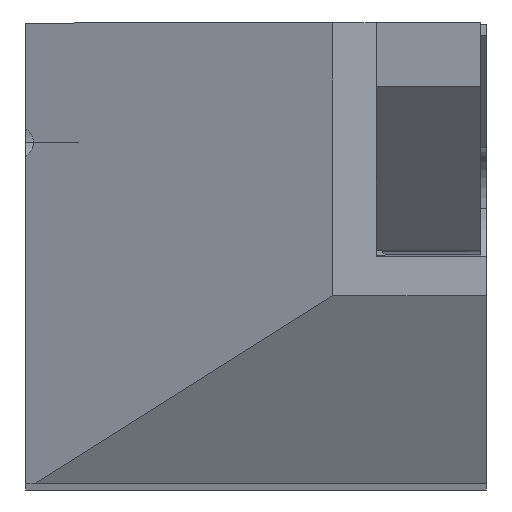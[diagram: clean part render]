
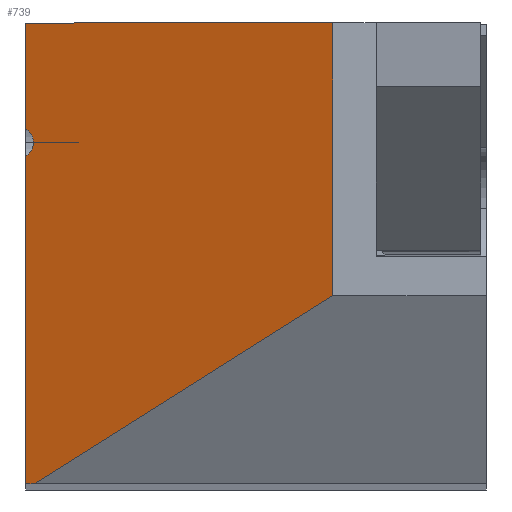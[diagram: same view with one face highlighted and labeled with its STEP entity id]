
A CAD part, top view. The second image highlights one B-rep face of the part: STEP entity #739.
In plain terms, the highlighted planar face has unit normal (-0.342, 0, 0.94).
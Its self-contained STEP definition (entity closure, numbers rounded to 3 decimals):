
#9 = EDGE_LOOP ( 'NONE', ( #839, #1231, #1263, #1703, #1862, #2133, #274, #1835 ) ) ;
#50 = CARTESIAN_POINT ( 'NONE',  ( 0., 0., -3.851 ) ) ;
#122 = LINE ( 'NONE', #961, #518 ) ;
#149 = VERTEX_POINT ( 'NONE', #2117 ) ;
#197 = FACE_OUTER_BOUND ( 'NONE', #9, .T. ) ;
#205 = DIRECTION ( 'NONE',  ( -0.94, 0., -0.342 ) ) ;
#269 = CARTESIAN_POINT ( 'NONE',  ( 10.58, 6.48, 0. ) ) ;
#274 = ORIENTED_EDGE ( 'NONE', *, *, #1349, .T. ) ;
#286 = CARTESIAN_POINT ( 'NONE',  ( 0.277, 11.76, -3.75 ) ) ;
#332 = CARTESIAN_POINT ( 'NONE',  ( 10.58, 174.632, 0. ) ) ;
#400 = VERTEX_POINT ( 'NONE', #1424 ) ;
#416 = CARTESIAN_POINT ( 'NONE',  ( 0.277, 11.93, -3.75 ) ) ;
#453 = CARTESIAN_POINT ( 'NONE',  ( 0.277, 11.59, -3.75 ) ) ;
#490 = VECTOR ( 'NONE', #2080, 1000. ) ;
#515 = VECTOR ( 'NONE', #205, 1000. ) ;
#518 = VECTOR ( 'NONE', #609, 1000. ) ;
#568 = EDGE_CURVE ( 'NONE', #1794, #902, #763, .T. ) ;
#592 = CARTESIAN_POINT ( 'NONE',  ( 0.277, 11.76, -3.75 ) ) ;
#609 = DIRECTION ( 'NONE',  ( 0., 1., 0. ) ) ;
#739 = ADVANCED_FACE ( 'NONE', ( #197 ), #2001, .T. ) ;
#763 = LINE ( 'NONE', #1741, #1705 ) ;
#804 = CARTESIAN_POINT ( 'NONE',  ( 0., 11.268, -3.851 ) ) ;
#837 = LINE ( 'NONE', #852, #1308 ) ;
#839 = ORIENTED_EDGE ( 'NONE', *, *, #568, .F. ) ;
#852 = CARTESIAN_POINT ( 'NONE',  ( 120.915, 76.037, 40.159 ) ) ;
#902 = VERTEX_POINT ( 'NONE', #1214 ) ;
#961 = CARTESIAN_POINT ( 'NONE',  ( 0., 0., -3.851 ) ) ;
#966 = DIRECTION ( 'NONE',  ( 0.808, 0.51, 0.294 ) ) ;
#967 = EDGE_CURVE ( 'NONE', #2079, #1794, #122, .T. ) ;
#1026 = DIRECTION ( 'NONE',  ( 0., -1., 0. ) ) ;
#1040 = VERTEX_POINT ( 'NONE', #269 ) ;
#1214 = CARTESIAN_POINT ( 'NONE',  ( 10.58, 15.88, 0. ) ) ;
#1231 = ORIENTED_EDGE ( 'NONE', *, *, #967, .F. ) ;
#1253 = EDGE_CURVE ( 'NONE', #2176, #400, #1898, .T. ) ;
#1263 = ORIENTED_EDGE ( 'NONE', *, *, #1746, .T. ) ;
#1308 = VECTOR ( 'NONE', #966, 1000. ) ;
#1331 = LINE ( 'NONE', #332, #2229 ) ;
#1349 = EDGE_CURVE ( 'NONE', #149, #1040, #837, .T. ) ;
#1424 = CARTESIAN_POINT ( 'NONE',  ( 0., 11.268, -3.851 ) ) ;
#1446 = LINE ( 'NONE', #2140, #515 ) ;
#1467 =( BOUNDED_CURVE ( )  B_SPLINE_CURVE ( 3, ( #286, #453, #1869, #804 ),
 .UNSPECIFIED., .F., .T. ) 
 B_SPLINE_CURVE_WITH_KNOTS ( ( 4, 4 ),
 ( 0., 0.404 ),
 .UNSPECIFIED. ) 
 CURVE ( )  GEOMETRIC_REPRESENTATION_ITEM ( )  RATIONAL_B_SPLINE_CURVE ( ( 1., 0.986, 0.986, 1. ) ) 
 REPRESENTATION_ITEM ( '' )  );
#1468 = CARTESIAN_POINT ( 'NONE',  ( 0.183, 12.096, -3.784 ) ) ;
#1524 = EDGE_CURVE ( 'NONE', #149, #2176, #1446, .T. ) ;
#1551 = CARTESIAN_POINT ( 'NONE',  ( 0., 0., -3.851 ) ) ;
#1652 = CARTESIAN_POINT ( 'NONE',  ( 0., 12.252, -3.851 ) ) ;
#1703 = ORIENTED_EDGE ( 'NONE', *, *, #1884, .T. ) ;
#1705 = VECTOR ( 'NONE', #1722, 1000. ) ;
#1722 = DIRECTION ( 'NONE',  ( 0.94, 0., 0.342 ) ) ;
#1741 = CARTESIAN_POINT ( 'NONE',  ( -38.937, 15.88, -18.023 ) ) ;
#1746 = EDGE_CURVE ( 'NONE', #2079, #2191, #1886, .T. ) ;
#1794 = VERTEX_POINT ( 'NONE', #1834 ) ;
#1834 = CARTESIAN_POINT ( 'NONE',  ( 0., 15.88, -3.851 ) ) ;
#1835 = ORIENTED_EDGE ( 'NONE', *, *, #2083, .F. ) ;
#1854 = DIRECTION ( 'NONE',  ( 0.94, 0., 0.342 ) ) ;
#1862 = ORIENTED_EDGE ( 'NONE', *, *, #1253, .F. ) ;
#1869 = CARTESIAN_POINT ( 'NONE',  ( 0.183, 11.424, -3.784 ) ) ;
#1884 = EDGE_CURVE ( 'NONE', #2191, #400, #1467, .T. ) ;
#1886 =( BOUNDED_CURVE ( )  B_SPLINE_CURVE ( 3, ( #1652, #1468, #416, #592 ),
 .UNSPECIFIED., .F., .F. ) 
 B_SPLINE_CURVE_WITH_KNOTS ( ( 4, 4 ),
 ( 5.879, 6.283 ),
 .UNSPECIFIED. ) 
 CURVE ( )  GEOMETRIC_REPRESENTATION_ITEM ( )  RATIONAL_B_SPLINE_CURVE ( ( 1., 0.986, 0.986, 1. ) ) 
 REPRESENTATION_ITEM ( '' )  );
#1898 = LINE ( 'NONE', #1551, #490 ) ;
#1915 = DIRECTION ( 'NONE',  ( -0.342, 0., 0.94 ) ) ;
#1917 = CARTESIAN_POINT ( 'NONE',  ( 0., 12.252, -3.851 ) ) ;
#1937 = AXIS2_PLACEMENT_3D ( 'NONE', #2195, #1915, #1854 ) ;
#1981 = CARTESIAN_POINT ( 'NONE',  ( 0.277, 11.76, -3.75 ) ) ;
#2001 = PLANE ( 'NONE',  #1937 ) ;
#2079 = VERTEX_POINT ( 'NONE', #1917 ) ;
#2080 = DIRECTION ( 'NONE',  ( 0., 1., 0. ) ) ;
#2083 = EDGE_CURVE ( 'NONE', #902, #1040, #1331, .T. ) ;
#2117 = CARTESIAN_POINT ( 'NONE',  ( 0.301, 0., -3.741 ) ) ;
#2133 = ORIENTED_EDGE ( 'NONE', *, *, #1524, .F. ) ;
#2140 = CARTESIAN_POINT ( 'NONE',  ( -38.937, 0., -18.023 ) ) ;
#2176 = VERTEX_POINT ( 'NONE', #50 ) ;
#2191 = VERTEX_POINT ( 'NONE', #1981 ) ;
#2195 = CARTESIAN_POINT ( 'NONE',  ( 10.58, 174.632, 0. ) ) ;
#2229 = VECTOR ( 'NONE', #1026, 1000. ) ;
